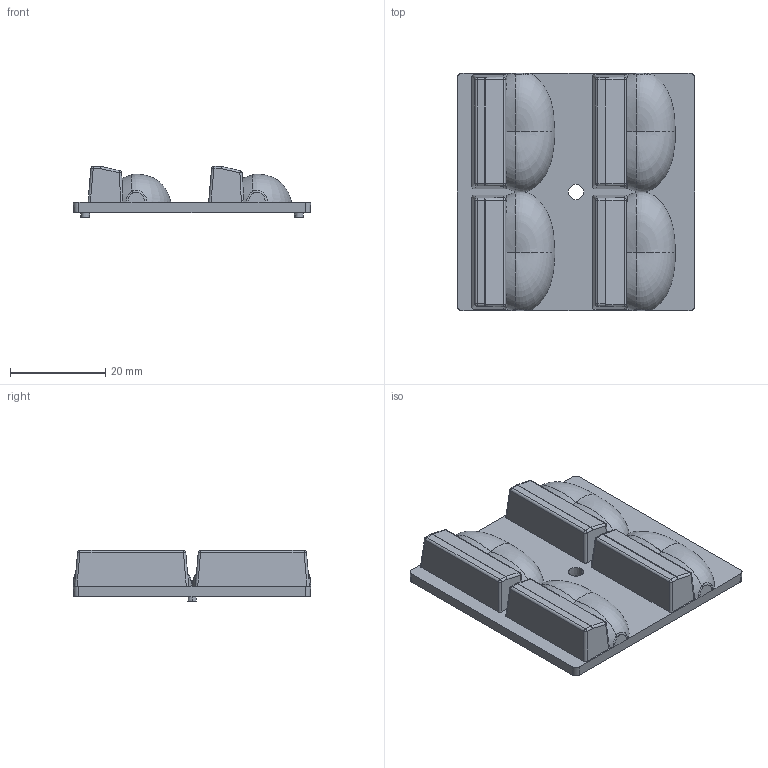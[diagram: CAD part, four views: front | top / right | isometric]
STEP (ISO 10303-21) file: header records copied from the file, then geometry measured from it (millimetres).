
FILE_DESCRIPTION((''),'2;1');
FILE_NAME('1209-NEW','2026-04-01T',('Administrator'),(''),'PRO/ENGINEER BY PARAMETRIC TECHNOLOGY CORPORATION, 2015240','PRO/ENGINEER BY PARAMETRIC TECHNOLOGY CORPORATION, 2015240','');
FILE_SCHEMA(('CONFIG_CONTROL_DESIGN'));
Length unit declared in the file: millimetre
Products named in the file (1): 1209-NEW
Bounding box: 50 x 50 x 10.75 mm (x, y, z)
Volume: 12225.4 mm3; surface area: 8021.5 mm2
Topology: 1 solids, 1 shells, 416 faces, 1152 edges, 692 vertices
Faces by surface type: bspline 272, plane 66, cylinder 48, sphere 24, cone 6
Entity records: 30237 total; most frequent: CARTESIAN_POINT 22359, ORIENTED_EDGE 2192, EDGE_CURVE 1096, B_SPLINE_CURVE_WITH_KNOTS 818, VERTEX_POINT 692, DIRECTION 654, EDGE_LOOP 428, FACE_OUTER_BOUND 416
